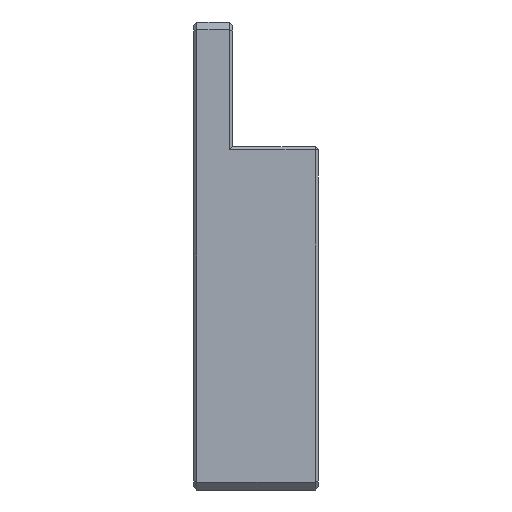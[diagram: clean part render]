
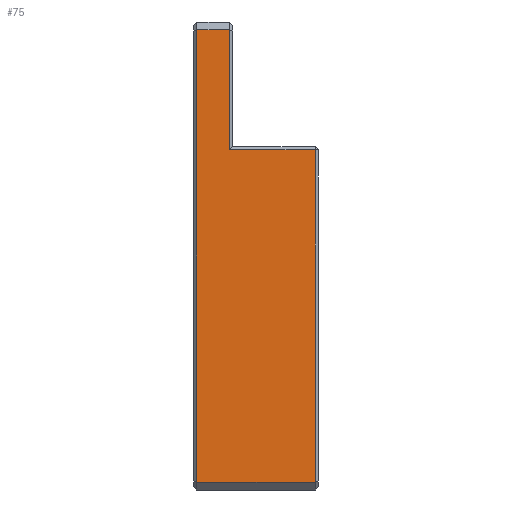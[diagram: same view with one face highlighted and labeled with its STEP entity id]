
A CAD part, left-side view. The second image highlights one B-rep face of the part: STEP entity #75.
In plain terms, the highlighted planar face has unit normal (-1, 0, 0).
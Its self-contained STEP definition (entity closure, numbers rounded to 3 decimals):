
#75 = ADVANCED_FACE( '', ( #111 ), #112, .F. );
#111 = FACE_OUTER_BOUND( '', #181, .T. );
#112 = PLANE( '', #182 );
#181 = EDGE_LOOP( '', ( #251, #252, #253, #254, #255, #256 ) );
#182 = AXIS2_PLACEMENT_3D( '', #257, #258, #259 );
#251 = ORIENTED_EDGE( '', *, *, #506, .T. );
#252 = ORIENTED_EDGE( '', *, *, #507, .T. );
#253 = ORIENTED_EDGE( '', *, *, #508, .T. );
#254 = ORIENTED_EDGE( '', *, *, #509, .T. );
#255 = ORIENTED_EDGE( '', *, *, #510, .T. );
#256 = ORIENTED_EDGE( '', *, *, #511, .T. );
#257 = CARTESIAN_POINT( '', ( -62.5, -4., 15. ) );
#258 = DIRECTION( '', ( 1., 0., 0. ) );
#259 = DIRECTION( '', ( 0., 0., -1. ) );
#506 = EDGE_CURVE( '', #581, #582, #583, .T. );
#507 = EDGE_CURVE( '', #582, #584, #585, .T. );
#508 = EDGE_CURVE( '', #584, #586, #587, .T. );
#509 = EDGE_CURVE( '', #586, #588, #589, .T. );
#510 = EDGE_CURVE( '', #588, #590, #591, .T. );
#511 = EDGE_CURVE( '', #590, #581, #592, .T. );
#581 = VERTEX_POINT( '', #698 );
#582 = VERTEX_POINT( '', #699 );
#583 = LINE( '', #700, #701 );
#584 = VERTEX_POINT( '', #702 );
#585 = LINE( '', #703, #704 );
#586 = VERTEX_POINT( '', #705 );
#587 = LINE( '', #706, #707 );
#588 = VERTEX_POINT( '', #708 );
#589 = LINE( '', #709, #710 );
#590 = VERTEX_POINT( '', #711 );
#591 = LINE( '', #712, #713 );
#592 = LINE( '', #714, #715 );
#698 = CARTESIAN_POINT( '', ( -62.5, 1.7, 14.5 ) );
#699 = CARTESIAN_POINT( '', ( -62.5, 3.8, 14.5 ) );
#700 = CARTESIAN_POINT( '', ( -62.5, -4., 14.5 ) );
#701 = VECTOR( '', #890, 1000. );
#702 = CARTESIAN_POINT( '', ( -62.5, 3.8, -14.5 ) );
#703 = CARTESIAN_POINT( '', ( -62.5, 3.8, 15. ) );
#704 = VECTOR( '', #891, 1000. );
#705 = CARTESIAN_POINT( '', ( -62.5, -3.8, -14.5 ) );
#706 = CARTESIAN_POINT( '', ( -62.5, -4., -14.5 ) );
#707 = VECTOR( '', #892, 1000. );
#708 = CARTESIAN_POINT( '', ( -62.5, -3.8, 6.8 ) );
#709 = CARTESIAN_POINT( '', ( -62.5, -3.8, 7. ) );
#710 = VECTOR( '', #893, 1000. );
#711 = CARTESIAN_POINT( '', ( -62.5, 1.7, 6.8 ) );
#712 = CARTESIAN_POINT( '', ( -62.5, 1.5, 6.8 ) );
#713 = VECTOR( '', #894, 1000. );
#714 = CARTESIAN_POINT( '', ( -62.5, 1.7, 14.5 ) );
#715 = VECTOR( '', #895, 1000. );
#890 = DIRECTION( '', ( 0., 1., 0. ) );
#891 = DIRECTION( '', ( 0., 0., -1. ) );
#892 = DIRECTION( '', ( 0., -1., 0. ) );
#893 = DIRECTION( '', ( 0., 0., 1. ) );
#894 = DIRECTION( '', ( 0., 1., 0. ) );
#895 = DIRECTION( '', ( 0., 0., 1. ) );
